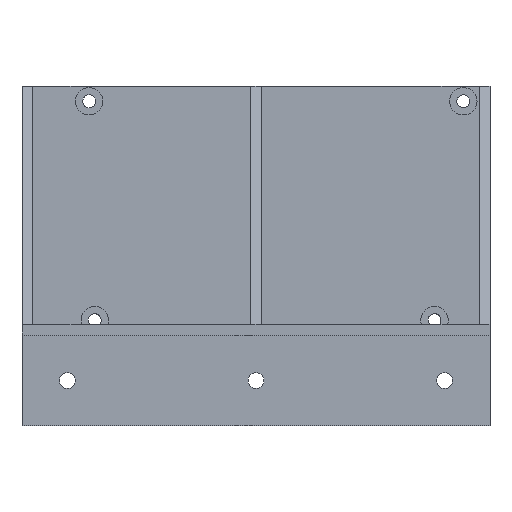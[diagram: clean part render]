
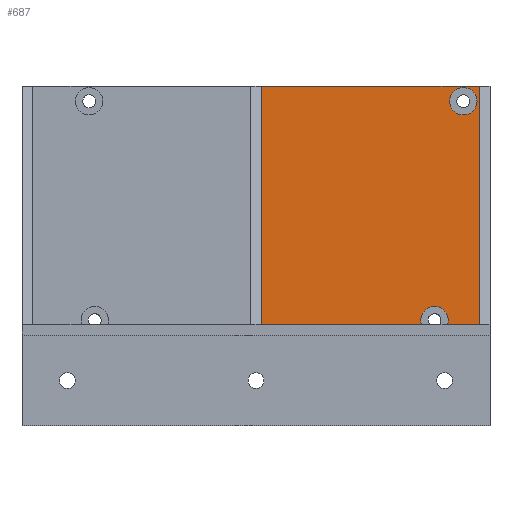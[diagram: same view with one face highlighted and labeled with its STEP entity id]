
A CAD part, front view. The second image highlights one B-rep face of the part: STEP entity #687.
In plain terms, the highlighted planar face has unit normal (0, -1, 0).
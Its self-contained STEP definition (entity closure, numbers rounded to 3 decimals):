
#15=FACE_BOUND('',#99,.T.);
#33=PLANE('',#749);
#62=FACE_OUTER_BOUND('',#98,.T.);
#98=EDGE_LOOP('',(#514,#515,#516,#517,#518,#519));
#99=EDGE_LOOP('',(#520));
#149=CIRCLE('',#743,3.025);
#152=CIRCLE('',#750,3.025);
#188=LINE('',#1062,#260);
#189=LINE('',#1064,#261);
#190=LINE('',#1066,#262);
#191=LINE('',#1068,#263);
#192=LINE('',#1069,#264);
#260=VECTOR('',#857,10.);
#261=VECTOR('',#858,10.);
#262=VECTOR('',#859,10.);
#263=VECTOR('',#860,10.);
#264=VECTOR('',#861,10.);
#325=VERTEX_POINT('',#1028);
#326=VERTEX_POINT('',#1030);
#338=VERTEX_POINT('',#1061);
#339=VERTEX_POINT('',#1063);
#340=VERTEX_POINT('',#1065);
#341=VERTEX_POINT('',#1067);
#342=VERTEX_POINT('',#1070);
#393=EDGE_CURVE('',#326,#325,#149,.T.);
#408=EDGE_CURVE('',#338,#325,#188,.T.);
#409=EDGE_CURVE('',#339,#338,#189,.T.);
#410=EDGE_CURVE('',#340,#339,#190,.T.);
#411=EDGE_CURVE('',#341,#340,#191,.T.);
#412=EDGE_CURVE('',#326,#341,#192,.T.);
#413=EDGE_CURVE('',#342,#342,#152,.T.);
#514=ORIENTED_EDGE('',*,*,#393,.T.);
#515=ORIENTED_EDGE('',*,*,#408,.F.);
#516=ORIENTED_EDGE('',*,*,#409,.F.);
#517=ORIENTED_EDGE('',*,*,#410,.F.);
#518=ORIENTED_EDGE('',*,*,#411,.F.);
#519=ORIENTED_EDGE('',*,*,#412,.F.);
#520=ORIENTED_EDGE('',*,*,#413,.T.);
#687=ADVANCED_FACE('',(#62,#15),#33,.F.);
#743=AXIS2_PLACEMENT_3D('',#1031,#831,#832);
#749=AXIS2_PLACEMENT_3D('',#1060,#855,#856);
#750=AXIS2_PLACEMENT_3D('',#1071,#862,#863);
#831=DIRECTION('center_axis',(0.,1.,0.));
#832=DIRECTION('ref_axis',(-1.,0.,0.));
#855=DIRECTION('center_axis',(0.,1.,0.));
#856=DIRECTION('ref_axis',(0.,0.,1.));
#857=DIRECTION('',(-1.,0.,0.));
#858=DIRECTION('',(0.,0.,-1.));
#859=DIRECTION('',(1.,0.,0.));
#860=DIRECTION('',(0.,0.,1.));
#861=DIRECTION('',(-1.,0.,0.));
#862=DIRECTION('center_axis',(0.,1.,0.));
#863=DIRECTION('ref_axis',(1.,0.,0.));
#1028=CARTESIAN_POINT('',(93.045,2.6,-51.74));
#1030=CARTESIAN_POINT('',(87.295,2.6,-51.74));
#1031=CARTESIAN_POINT('Origin',(90.17,2.6,-50.8));
#1060=CARTESIAN_POINT('Origin',(50.8,2.6,-26.67));
#1061=CARTESIAN_POINT('',(100.,2.6,-51.74));
#1062=CARTESIAN_POINT('',(75.4,2.6,-51.74));
#1063=CARTESIAN_POINT('',(100.,2.6,0.8));
#1064=CARTESIAN_POINT('',(100.,2.6,-38.54));
#1065=CARTESIAN_POINT('',(52.,2.6,0.8));
#1066=CARTESIAN_POINT('',(25.,2.6,0.8));
#1067=CARTESIAN_POINT('',(52.,2.6,-51.74));
#1068=CARTESIAN_POINT('',(52.,2.6,-47.34));
#1069=CARTESIAN_POINT('',(69.95,2.6,-51.74));
#1070=CARTESIAN_POINT('',(93.495,2.6,-2.54));
#1071=CARTESIAN_POINT('Origin',(96.52,2.6,-2.54));
